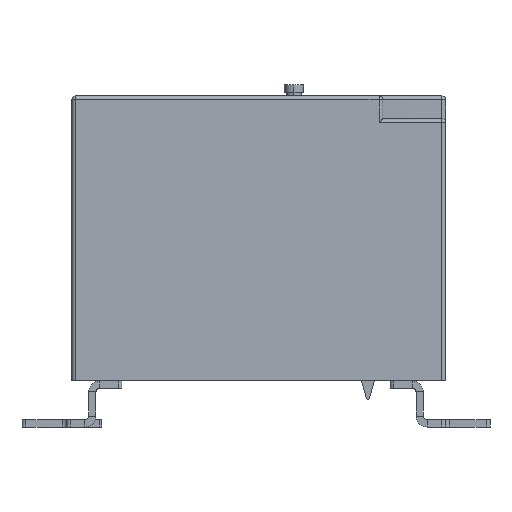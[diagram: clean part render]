
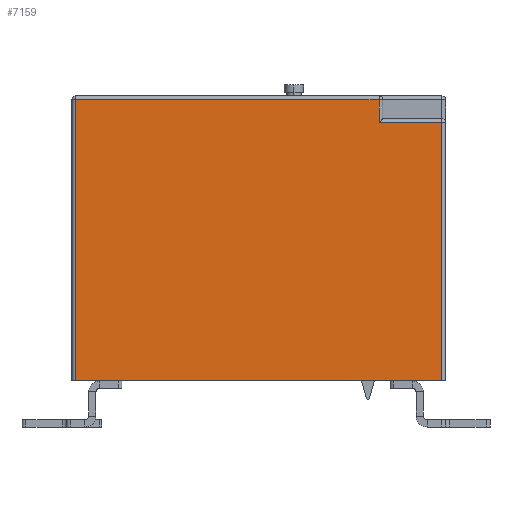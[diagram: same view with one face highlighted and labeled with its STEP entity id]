
A CAD part, left-side view. The second image highlights one B-rep face of the part: STEP entity #7159.
In plain terms, the highlighted planar face has unit normal (-1, 0, 0).
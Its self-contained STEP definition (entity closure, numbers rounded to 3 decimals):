
#16 = EDGE_CURVE ( 'NONE', #2206, #2741, #5931, .T. ) ;
#299 = DIRECTION ( 'NONE',  ( 0., 0., 1. ) ) ;
#1482 = CARTESIAN_POINT ( 'NONE',  ( 0., -32.5, 31.3 ) ) ;
#1743 = VERTEX_POINT ( 'NONE', #1482 ) ;
#1778 = CARTESIAN_POINT ( 'NONE',  ( 0., -33.5, 31.3 ) ) ;
#2149 = EDGE_CURVE ( 'NONE', #8110, #1743, #15922, .T. ) ;
#2206 = VERTEX_POINT ( 'NONE', #3083 ) ;
#2234 = EDGE_CURVE ( 'NONE', #15559, #2206, #5860, .T. ) ;
#2741 = VERTEX_POINT ( 'NONE', #8188 ) ;
#2891 = VECTOR ( 'NONE', #299, 1000. ) ;
#2967 = CARTESIAN_POINT ( 'NONE',  ( 0., -32.5, 38.5 ) ) ;
#2990 = VECTOR ( 'NONE', #15106, 1000. ) ;
#3083 = CARTESIAN_POINT ( 'NONE',  ( 0., 49.5, 37.5 ) ) ;
#3225 = AXIS2_PLACEMENT_3D ( 'NONE', #16116, #10693, #4274 ) ;
#4274 = DIRECTION ( 'NONE',  ( 0., 0., 1. ) ) ;
#4922 = DIRECTION ( 'NONE',  ( 0., 0., 1. ) ) ;
#5032 = CARTESIAN_POINT ( 'NONE',  ( 0., 49.5, -38.5 ) ) ;
#5389 = FACE_OUTER_BOUND ( 'NONE', #11050, .T. ) ;
#5593 = EDGE_CURVE ( 'NONE', #1743, #15559, #13626, .T. ) ;
#5658 = ORIENTED_EDGE ( 'NONE', *, *, #13927, .T. ) ;
#5857 = LINE ( 'NONE', #13896, #2990 ) ;
#5860 = LINE ( 'NONE', #12365, #11871 ) ;
#5931 = LINE ( 'NONE', #5032, #9887 ) ;
#6617 = CARTESIAN_POINT ( 'NONE',  ( 0., -49.5, 31.3 ) ) ;
#6936 = CARTESIAN_POINT ( 'NONE',  ( 0., -49.5, -38.5 ) ) ;
#7159 = ADVANCED_FACE ( 'NONE', ( #5389 ), #15944, .T. ) ;
#8110 = VERTEX_POINT ( 'NONE', #6617 ) ;
#8188 = CARTESIAN_POINT ( 'NONE',  ( 0., 49.5, -38.5 ) ) ;
#8533 = DIRECTION ( 'NONE',  ( 0., 0., -1. ) ) ;
#8550 = DIRECTION ( 'NONE',  ( 0., 1., 0. ) ) ;
#9685 = ORIENTED_EDGE ( 'NONE', *, *, #5593, .T. ) ;
#9887 = VECTOR ( 'NONE', #8533, 1000. ) ;
#9942 = DIRECTION ( 'NONE',  ( 0., 1., 0. ) ) ;
#10693 = DIRECTION ( 'NONE',  ( -1., 0., 0. ) ) ;
#10745 = VERTEX_POINT ( 'NONE', #6936 ) ;
#11050 = EDGE_LOOP ( 'NONE', ( #17040, #5658, #11990, #9685, #14899, #15540 ) ) ;
#11871 = VECTOR ( 'NONE', #8550, 1000. ) ;
#11990 = ORIENTED_EDGE ( 'NONE', *, *, #2149, .T. ) ;
#12365 = CARTESIAN_POINT ( 'NONE',  ( 0., 50.5, 37.5 ) ) ;
#12868 = CARTESIAN_POINT ( 'NONE',  ( 0., -32.5, 37.5 ) ) ;
#13512 = VECTOR ( 'NONE', #9942, 1000. ) ;
#13626 = LINE ( 'NONE', #2967, #2891 ) ;
#13896 = CARTESIAN_POINT ( 'NONE',  ( 0., -50.5, -38.5 ) ) ;
#13927 = EDGE_CURVE ( 'NONE', #10745, #8110, #16948, .T. ) ;
#14899 = ORIENTED_EDGE ( 'NONE', *, *, #2234, .T. ) ;
#15106 = DIRECTION ( 'NONE',  ( 0., 1., 0. ) ) ;
#15468 = EDGE_CURVE ( 'NONE', #10745, #2741, #5857, .T. ) ;
#15540 = ORIENTED_EDGE ( 'NONE', *, *, #16, .T. ) ;
#15559 = VERTEX_POINT ( 'NONE', #12868 ) ;
#15922 = LINE ( 'NONE', #1778, #13512 ) ;
#15944 = PLANE ( 'NONE',  #3225 ) ;
#16116 = CARTESIAN_POINT ( 'NONE',  ( 0., 0., 0. ) ) ;
#16870 = VECTOR ( 'NONE', #4922, 1000. ) ;
#16948 = LINE ( 'NONE', #17038, #16870 ) ;
#17038 = CARTESIAN_POINT ( 'NONE',  ( 0., -49.5, 32.3 ) ) ;
#17040 = ORIENTED_EDGE ( 'NONE', *, *, #15468, .F. ) ;
